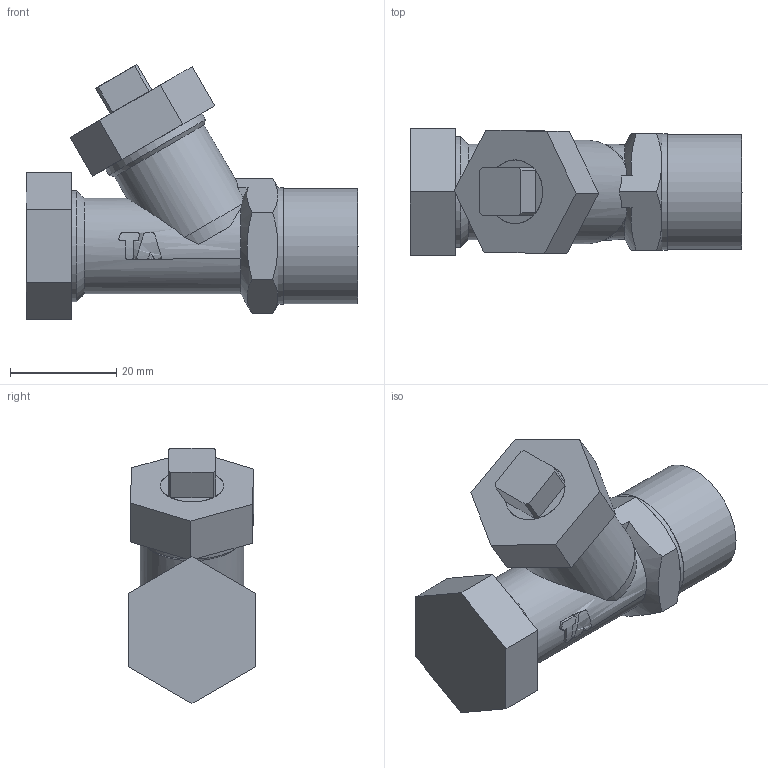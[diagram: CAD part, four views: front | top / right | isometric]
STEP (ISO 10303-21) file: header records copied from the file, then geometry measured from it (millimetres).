
FILE_DESCRIPTION(/* description */ ('Unknown'),/* implementation_level */ '2;1');
FILE_NAME(/* name */ '75717015',/* time_stamp */ '2018-04-26T13:39:03+02:00',/* author */ ('Unknown'),/* organization */ ('Unknown'),/* preprocessor_version */ 'ST-DEVELOPER v16.7',/* originating_system */ 'DEX',/* authorisation */ $);
FILE_SCHEMA (('AUTOMOTIVE_DESIGN {1 0 10303 214 3 1 1}'));
Length unit declared in the file: millimetre
Products named in the file (1): 75717015
Bounding box: 62.59 x 24 x 48.11 mm (x, y, z)
Volume: 29685.9 mm3; surface area: 7331.5 mm2
Topology: 1 solids, 1 shells, 56 faces, 143 edges, 94 vertices
Faces by surface type: plane 36, cylinder 8, cone 8, bspline 4
Full cylindrical faces by diameter (mm): 12 x1, 18 x1, 19.5 x1, 20.955 x1, 21 x1, 21.7 x1
Entity records: 3539 total; most frequent: CARTESIAN_POINT 2286, ORIENTED_EDGE 250, DIRECTION 227, EDGE_CURVE 125, VERTEX_POINT 88, AXIS2_PLACEMENT_3D 81, FACE_BOUND 73, EDGE_LOOP 72
